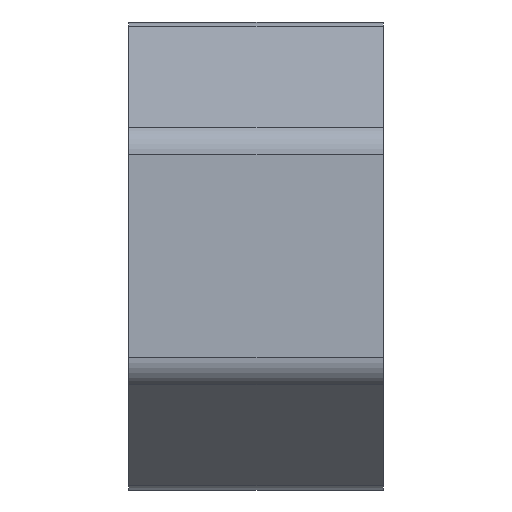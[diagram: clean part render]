
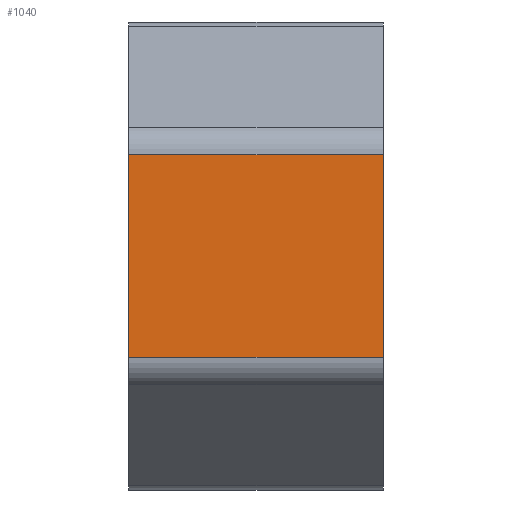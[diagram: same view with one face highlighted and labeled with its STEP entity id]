
A CAD part, left-side view. The second image highlights one B-rep face of the part: STEP entity #1040.
In plain terms, the highlighted planar face has unit normal (-1, 0, 0).
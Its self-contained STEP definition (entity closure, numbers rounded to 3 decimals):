
#48=PLANE('',#1157);
#99=FACE_OUTER_BOUND('',#158,.T.);
#158=EDGE_LOOP('',(#906,#907,#908,#909));
#238=LINE('',#1691,#336);
#259=LINE('',#1758,#357);
#260=LINE('',#1761,#358);
#261=LINE('',#1762,#359);
#336=VECTOR('',#1382,10.);
#357=VECTOR('',#1449,10.);
#358=VECTOR('',#1452,10.);
#359=VECTOR('',#1453,10.);
#489=VERTEX_POINT('',#1688);
#490=VERTEX_POINT('',#1690);
#513=VERTEX_POINT('',#1756);
#514=VERTEX_POINT('',#1760);
#623=EDGE_CURVE('',#489,#490,#238,.T.);
#657=EDGE_CURVE('',#490,#513,#259,.T.);
#658=EDGE_CURVE('',#514,#489,#260,.T.);
#659=EDGE_CURVE('',#513,#514,#261,.T.);
#906=ORIENTED_EDGE('',*,*,#657,.F.);
#907=ORIENTED_EDGE('',*,*,#623,.F.);
#908=ORIENTED_EDGE('',*,*,#658,.F.);
#909=ORIENTED_EDGE('',*,*,#659,.F.);
#1040=ADVANCED_FACE('',(#99),#48,.T.);
#1157=AXIS2_PLACEMENT_3D('',#1759,#1450,#1451);
#1382=DIRECTION('',(0.,0.,-1.));
#1449=DIRECTION('',(0.,1.,0.));
#1450=DIRECTION('center_axis',(-1.,0.,0.));
#1451=DIRECTION('ref_axis',(0.,0.,1.));
#1452=DIRECTION('',(0.,-1.,0.));
#1453=DIRECTION('',(0.,0.,1.));
#1688=CARTESIAN_POINT('',(-6.495,0.,3.173));
#1690=CARTESIAN_POINT('',(-6.495,0.,-3.173));
#1691=CARTESIAN_POINT('',(-6.495,0.,3.75));
#1756=CARTESIAN_POINT('',(-6.495,8.,-3.173));
#1758=CARTESIAN_POINT('',(-6.495,0.,-3.173));
#1759=CARTESIAN_POINT('Origin',(-6.495,0.,-3.75));
#1760=CARTESIAN_POINT('',(-6.495,8.,3.173));
#1761=CARTESIAN_POINT('',(-6.495,0.,3.173));
#1762=CARTESIAN_POINT('',(-6.495,8.,3.75));
